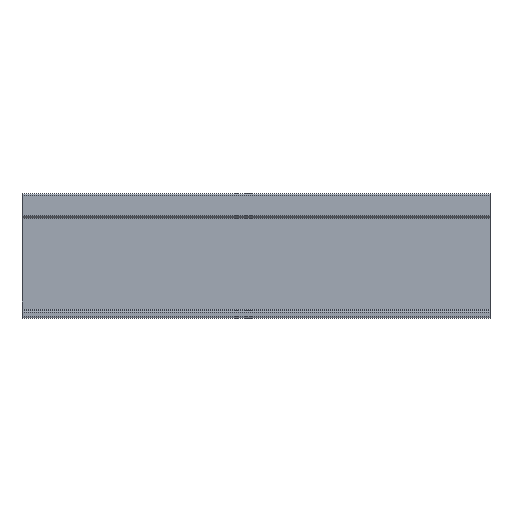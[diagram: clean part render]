
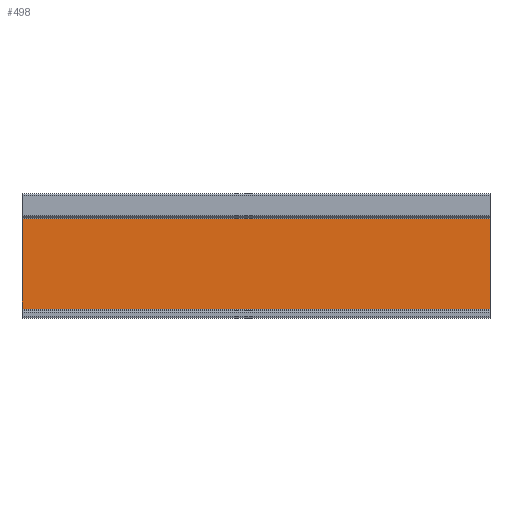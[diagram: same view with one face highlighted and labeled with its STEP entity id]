
A CAD part, left-side view. The second image highlights one B-rep face of the part: STEP entity #498.
In plain terms, the highlighted planar face has unit normal (-1, 0, 0).
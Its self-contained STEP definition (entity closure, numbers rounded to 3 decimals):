
#22 = EDGE_LOOP ( 'NONE', ( #632, #691, #169, #669 ) ) ;
#36 = DIRECTION ( 'NONE',  ( 0., -1., 0. ) ) ;
#39 = VERTEX_POINT ( 'NONE', #409 ) ;
#104 = LINE ( 'NONE', #484, #355 ) ;
#118 = LINE ( 'NONE', #599, #325 ) ;
#148 = DIRECTION ( 'NONE',  ( 0., 1., 0. ) ) ;
#152 = CARTESIAN_POINT ( 'NONE',  ( 10., 0., -74. ) ) ;
#168 = DIRECTION ( 'NONE',  ( 0., 0., 1. ) ) ;
#169 = ORIENTED_EDGE ( 'NONE', *, *, #580, .T. ) ;
#188 = VERTEX_POINT ( 'NONE', #152 ) ;
#205 = CARTESIAN_POINT ( 'NONE',  ( 10., 0., -16. ) ) ;
#208 = LINE ( 'NONE', #205, #252 ) ;
#214 = EDGE_CURVE ( 'NONE', #39, #628, #208, .T. ) ;
#233 = CARTESIAN_POINT ( 'NONE',  ( 10., 0., 0. ) ) ;
#252 = VECTOR ( 'NONE', #148, 1000. ) ;
#254 = DIRECTION ( 'NONE',  ( 0., 0., -1. ) ) ;
#282 = PLANE ( 'NONE',  #548 ) ;
#325 = VECTOR ( 'NONE', #168, 1000. ) ;
#349 = FACE_OUTER_BOUND ( 'NONE', #22, .T. ) ;
#355 = VECTOR ( 'NONE', #254, 1000. ) ;
#379 = EDGE_CURVE ( 'NONE', #188, #39, #118, .T. ) ;
#385 = VECTOR ( 'NONE', #36, 1000. ) ;
#409 = CARTESIAN_POINT ( 'NONE',  ( 10., 0., -16. ) ) ;
#431 = EDGE_CURVE ( 'NONE', #522, #188, #516, .T. ) ;
#452 = DIRECTION ( 'NONE',  ( -1., 0., 0. ) ) ;
#455 = CARTESIAN_POINT ( 'NONE',  ( 10., 0., -74. ) ) ;
#484 = CARTESIAN_POINT ( 'NONE',  ( 10., 300., -15. ) ) ;
#498 = ADVANCED_FACE ( 'NONE', ( #349 ), #282, .T. ) ;
#516 = LINE ( 'NONE', #455, #385 ) ;
#522 = VERTEX_POINT ( 'NONE', #689 ) ;
#536 = CARTESIAN_POINT ( 'NONE',  ( 10., 300., -16. ) ) ;
#548 = AXIS2_PLACEMENT_3D ( 'NONE', #233, #452, #668 ) ;
#580 = EDGE_CURVE ( 'NONE', #628, #522, #104, .T. ) ;
#599 = CARTESIAN_POINT ( 'NONE',  ( 10., 0., -15. ) ) ;
#628 = VERTEX_POINT ( 'NONE', #536 ) ;
#632 = ORIENTED_EDGE ( 'NONE', *, *, #379, .T. ) ;
#668 = DIRECTION ( 'NONE',  ( 0., 0., 1. ) ) ;
#669 = ORIENTED_EDGE ( 'NONE', *, *, #431, .T. ) ;
#689 = CARTESIAN_POINT ( 'NONE',  ( 10., 300., -74. ) ) ;
#691 = ORIENTED_EDGE ( 'NONE', *, *, #214, .T. ) ;
